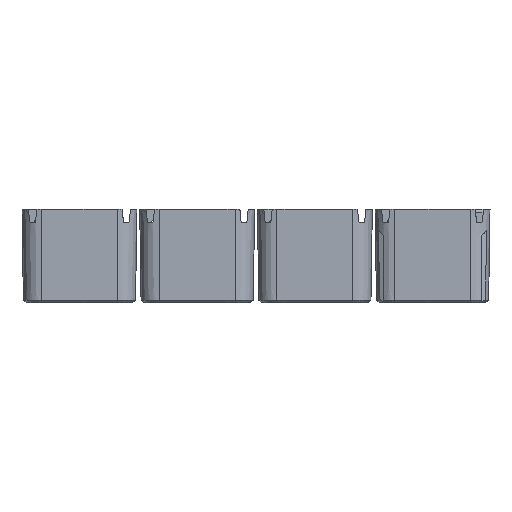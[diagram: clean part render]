
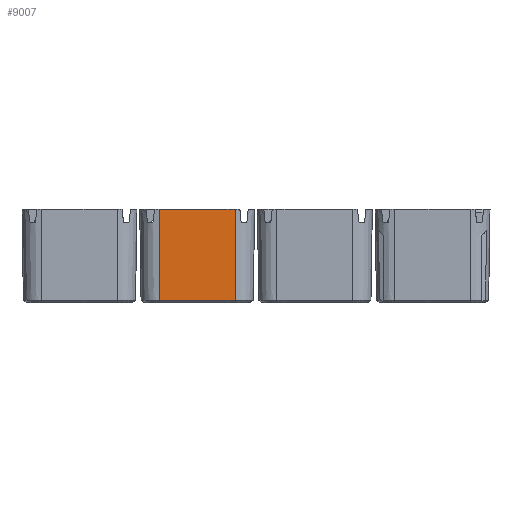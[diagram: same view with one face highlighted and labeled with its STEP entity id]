
A CAD part, left-side view. The second image highlights one B-rep face of the part: STEP entity #9007.
In plain terms, the highlighted planar face has unit normal (-1, 0, -0.015).
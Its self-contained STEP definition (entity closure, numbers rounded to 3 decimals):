
#7999 = PLANE('',#8000);
#8000 = AXIS2_PLACEMENT_3D('',#8001,#8002,#8003);
#8001 = CARTESIAN_POINT('',(7.,34.2,33.7));
#8002 = DIRECTION('',(0.,0.,1.));
#8003 = DIRECTION('',(1.,0.,0.));
#8238 = CONICAL_SURFACE('',#8239,7.,0.015);
#8239 = AXIS2_PLACEMENT_3D('',#8240,#8241,#8242);
#8240 = CARTESIAN_POINT('',(7.,34.2,33.7));
#8241 = DIRECTION('',(0.,0.,1.));
#8242 = DIRECTION('',(1.,0.,0.));
#8335 = VERTEX_POINT('',#8336);
#8336 = CARTESIAN_POINT('',(0.,34.2,33.7));
#8358 = EDGE_CURVE('',#8359,#8335,#8361,.T.);
#8359 = VERTEX_POINT('',#8360);
#8360 = CARTESIAN_POINT('',(0.,7.,33.7));
#8361 = SURFACE_CURVE('',#8362,(#8366,#8373),.PCURVE_S1.);
#8362 = LINE('',#8363,#8364);
#8363 = CARTESIAN_POINT('',(0.,20.6,33.7));
#8364 = VECTOR('',#8365,1.);
#8365 = DIRECTION('',(0.,1.,0.));
#8366 = PCURVE('',#7999,#8367);
#8367 = DEFINITIONAL_REPRESENTATION('',(#8368),#8372);
#8368 = LINE('',#8369,#8370);
#8369 = CARTESIAN_POINT('',(-7.,-13.6));
#8370 = VECTOR('',#8371,1.);
#8371 = DIRECTION('',(0.,1.));
#8372 = ( GEOMETRIC_REPRESENTATION_CONTEXT(2) 
PARAMETRIC_REPRESENTATION_CONTEXT() REPRESENTATION_CONTEXT('2D SPACE',''
  ) );
#8373 = PCURVE('',#8374,#8379);
#8374 = PLANE('',#8375);
#8375 = AXIS2_PLACEMENT_3D('',#8376,#8377,#8378);
#8376 = CARTESIAN_POINT('',(0.5,20.6,0.));
#8377 = DIRECTION('',(1.,0.,0.015));
#8378 = DIRECTION('',(0.,-1.,0.));
#8379 = DEFINITIONAL_REPRESENTATION('',(#8380),#8384);
#8380 = LINE('',#8381,#8382);
#8381 = CARTESIAN_POINT('',(0.,-33.704));
#8382 = VECTOR('',#8383,1.);
#8383 = DIRECTION('',(-1.,0.));
#8384 = ( GEOMETRIC_REPRESENTATION_CONTEXT(2) 
PARAMETRIC_REPRESENTATION_CONTEXT() REPRESENTATION_CONTEXT('2D SPACE',''
  ) );
#8403 = CONICAL_SURFACE('',#8404,7.,0.015);
#8404 = AXIS2_PLACEMENT_3D('',#8405,#8406,#8407);
#8405 = CARTESIAN_POINT('',(7.,7.,33.7));
#8406 = DIRECTION('',(0.,0.,1.));
#8407 = DIRECTION('',(1.,0.,0.));
#8719 = VERTEX_POINT('',#8720);
#8720 = CARTESIAN_POINT('',(0.485,7.,1.));
#8747 = EDGE_CURVE('',#8359,#8719,#8748,.T.);
#8748 = SURFACE_CURVE('',#8749,(#8752,#8758),.PCURVE_S1.);
#8749 = B_SPLINE_CURVE_WITH_KNOTS('',1,(#8750,#8751),.UNSPECIFIED.,.F.,
  .F.,(2,2),(0.,1.),.PIECEWISE_BEZIER_KNOTS.);
#8750 = CARTESIAN_POINT('',(0.,7.,33.7));
#8751 = CARTESIAN_POINT('',(0.5,7.,0.));
#8752 = PCURVE('',#8403,#8753);
#8753 = DEFINITIONAL_REPRESENTATION('',(#8754),#8757);
#8754 = B_SPLINE_CURVE_WITH_KNOTS('',1,(#8755,#8756),.UNSPECIFIED.,.F.,
  .F.,(2,2),(0.,1.),.PIECEWISE_BEZIER_KNOTS.);
#8755 = CARTESIAN_POINT('',(3.142,0.));
#8756 = CARTESIAN_POINT('',(3.142,-33.7));
#8757 = ( GEOMETRIC_REPRESENTATION_CONTEXT(2) 
PARAMETRIC_REPRESENTATION_CONTEXT() REPRESENTATION_CONTEXT('2D SPACE',''
  ) );
#8758 = PCURVE('',#8374,#8759);
#8759 = DEFINITIONAL_REPRESENTATION('',(#8760),#8763);
#8760 = B_SPLINE_CURVE_WITH_KNOTS('',1,(#8761,#8762),.UNSPECIFIED.,.F.,
  .F.,(2,2),(0.,1.),.PIECEWISE_BEZIER_KNOTS.);
#8761 = CARTESIAN_POINT('',(13.6,-33.704));
#8762 = CARTESIAN_POINT('',(13.6,0.));
#8763 = ( GEOMETRIC_REPRESENTATION_CONTEXT(2) 
PARAMETRIC_REPRESENTATION_CONTEXT() REPRESENTATION_CONTEXT('2D SPACE',''
  ) );
#9007 = ADVANCED_FACE('',(#9008),#8374,.F.);
#9008 = FACE_BOUND('',#9009,.F.);
#9009 = EDGE_LOOP('',(#9010,#9011,#9039,#9060));
#9010 = ORIENTED_EDGE('',*,*,#8747,.T.);
#9011 = ORIENTED_EDGE('',*,*,#9012,.F.);
#9012 = EDGE_CURVE('',#9013,#8719,#9015,.T.);
#9013 = VERTEX_POINT('',#9014);
#9014 = CARTESIAN_POINT('',(0.485,34.2,1.));
#9015 = SURFACE_CURVE('',#9016,(#9020,#9027),.PCURVE_S1.);
#9016 = LINE('',#9017,#9018);
#9017 = CARTESIAN_POINT('',(0.485,34.2,1.));
#9018 = VECTOR('',#9019,1.);
#9019 = DIRECTION('',(-0.,-1.,-0.));
#9020 = PCURVE('',#8374,#9021);
#9021 = DEFINITIONAL_REPRESENTATION('',(#9022),#9026);
#9022 = LINE('',#9023,#9024);
#9023 = CARTESIAN_POINT('',(-13.6,-1.));
#9024 = VECTOR('',#9025,1.);
#9025 = DIRECTION('',(1.,0.));
#9026 = ( GEOMETRIC_REPRESENTATION_CONTEXT(2) 
PARAMETRIC_REPRESENTATION_CONTEXT() REPRESENTATION_CONTEXT('2D SPACE',''
  ) );
#9027 = PCURVE('',#9028,#9033);
#9028 = PLANE('',#9029);
#9029 = AXIS2_PLACEMENT_3D('',#9030,#9031,#9032);
#9030 = CARTESIAN_POINT('',(0.993,34.2,0.5));
#9031 = DIRECTION('',(-0.702,0.,-0.712)
  );
#9032 = DIRECTION('',(0.,-1.,0.));
#9033 = DEFINITIONAL_REPRESENTATION('',(#9034),#9038);
#9034 = LINE('',#9035,#9036);
#9035 = CARTESIAN_POINT('',(0.,0.712));
#9036 = VECTOR('',#9037,1.);
#9037 = DIRECTION('',(1.,0.));
#9038 = ( GEOMETRIC_REPRESENTATION_CONTEXT(2) 
PARAMETRIC_REPRESENTATION_CONTEXT() REPRESENTATION_CONTEXT('2D SPACE',''
  ) );
#9039 = ORIENTED_EDGE('',*,*,#9040,.T.);
#9040 = EDGE_CURVE('',#9013,#8335,#9041,.T.);
#9041 = SURFACE_CURVE('',#9042,(#9046,#9053),.PCURVE_S1.);
#9042 = LINE('',#9043,#9044);
#9043 = CARTESIAN_POINT('',(0.5,34.2,0.));
#9044 = VECTOR('',#9045,1.);
#9045 = DIRECTION('',(-0.015,0.,1.));
#9046 = PCURVE('',#8374,#9047);
#9047 = DEFINITIONAL_REPRESENTATION('',(#9048),#9052);
#9048 = LINE('',#9049,#9050);
#9049 = CARTESIAN_POINT('',(-13.6,0.));
#9050 = VECTOR('',#9051,1.);
#9051 = DIRECTION('',(0.,-1.));
#9052 = ( GEOMETRIC_REPRESENTATION_CONTEXT(2) 
PARAMETRIC_REPRESENTATION_CONTEXT() REPRESENTATION_CONTEXT('2D SPACE',''
  ) );
#9053 = PCURVE('',#8238,#9054);
#9054 = DEFINITIONAL_REPRESENTATION('',(#9055),#9059);
#9055 = LINE('',#9056,#9057);
#9056 = CARTESIAN_POINT('',(3.142,-33.7));
#9057 = VECTOR('',#9058,1.);
#9058 = DIRECTION('',(-0.,1.));
#9059 = ( GEOMETRIC_REPRESENTATION_CONTEXT(2) 
PARAMETRIC_REPRESENTATION_CONTEXT() REPRESENTATION_CONTEXT('2D SPACE',''
  ) );
#9060 = ORIENTED_EDGE('',*,*,#8358,.F.);
